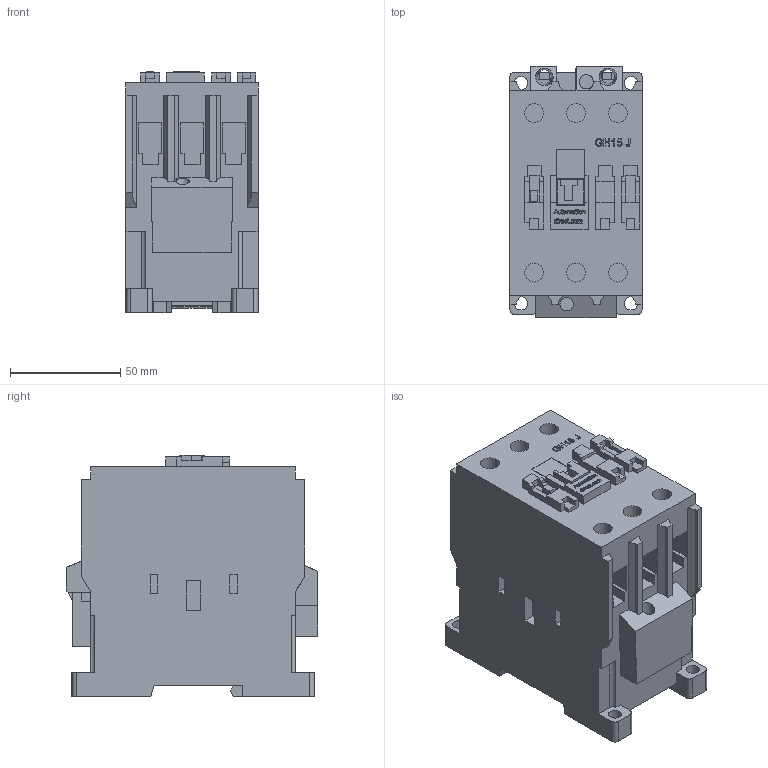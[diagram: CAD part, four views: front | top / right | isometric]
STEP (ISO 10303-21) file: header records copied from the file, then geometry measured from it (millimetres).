
FILE_DESCRIPTION (( 'STEP AP214' ), '1' );
FILE_NAME ('GH15JT-3-00B.STEP', '2011-01-21T20:59:36', ( '.ADC' ), ( 'ADC' ), 'SwSTEP 2.0', 'SolidWorks 2009', '' );
FILE_SCHEMA (( 'AUTOMOTIVE_DESIGN' ));
Length unit declared in the file: millimetre
Products named in the file (1): GH15JT-3-00B
Bounding box: 60 x 114 x 109.75 mm (x, y, z)
Volume: 561052.2 mm3; surface area: 67815.9 mm2
Topology: 1 solids, 1 shells, 836 faces, 2313 edges, 1538 vertices
Faces by surface type: plane 632, bspline 159, cylinder 40, cone 5
Entity records: 43543 total; most frequent: CARTESIAN_POINT 14017, ORIENTED_EDGE 4626, DIRECTION 3398, EDGE_CURVE 2313, VECTOR 1858, LINE 1858, VERTEX_POINT 1538, EDGE_LOOP 917
